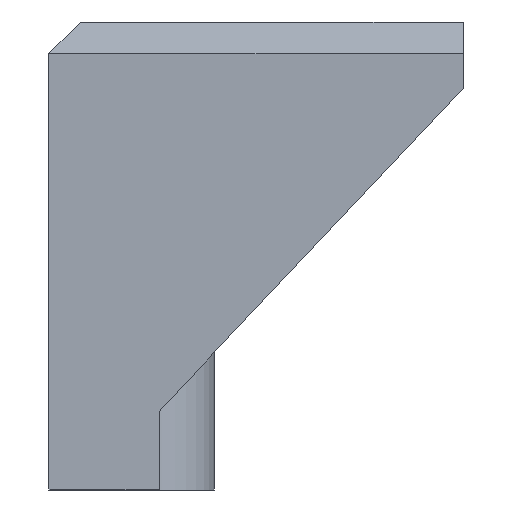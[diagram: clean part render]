
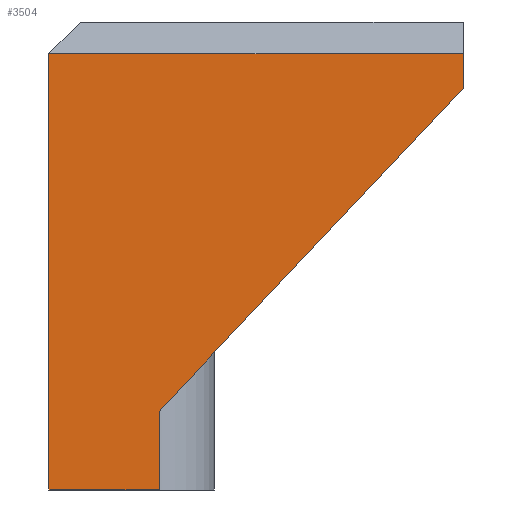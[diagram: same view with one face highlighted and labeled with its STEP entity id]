
A CAD part, front view. The second image highlights one B-rep face of the part: STEP entity #3504.
In plain terms, the highlighted planar face has unit normal (0, -1, 0).
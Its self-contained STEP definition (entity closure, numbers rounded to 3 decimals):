
#427=FACE_OUTER_BOUND('',#628,.T.);
#628=EDGE_LOOP('',(#2997,#2998,#2999,#3000,#3001,#3002));
#693=LINE('',#4407,#1032);
#702=LINE('',#4428,#1041);
#707=LINE('',#4437,#1046);
#738=LINE('',#4510,#1077);
#944=LINE('',#6429,#1283);
#945=LINE('',#6430,#1284);
#1032=VECTOR('',#3747,10.);
#1041=VECTOR('',#3762,10.);
#1046=VECTOR('',#3769,10.);
#1077=VECTOR('',#3826,10.);
#1283=VECTOR('',#4150,10.);
#1284=VECTOR('',#4151,10.);
#1373=VERTEX_POINT('',#4405);
#1374=VERTEX_POINT('',#4406);
#1383=VERTEX_POINT('',#4427);
#1386=VERTEX_POINT('',#4435);
#1415=VERTEX_POINT('',#4509);
#1649=VERTEX_POINT('',#6428);
#1715=EDGE_CURVE('',#1373,#1374,#693,.T.);
#1726=EDGE_CURVE('',#1383,#1373,#702,.T.);
#1731=EDGE_CURVE('',#1383,#1386,#707,.T.);
#1767=EDGE_CURVE('',#1415,#1374,#738,.T.);
#2120=EDGE_CURVE('',#1649,#1386,#944,.T.);
#2121=EDGE_CURVE('',#1415,#1649,#945,.T.);
#2997=ORIENTED_EDGE('',*,*,#1715,.F.);
#2998=ORIENTED_EDGE('',*,*,#1726,.F.);
#2999=ORIENTED_EDGE('',*,*,#1731,.T.);
#3000=ORIENTED_EDGE('',*,*,#2120,.F.);
#3001=ORIENTED_EDGE('',*,*,#2121,.F.);
#3002=ORIENTED_EDGE('',*,*,#1767,.T.);
#3324=PLANE('',#3650);
#3504=ADVANCED_FACE('',(#427),#3324,.F.);
#3650=AXIS2_PLACEMENT_3D('',#6427,#4148,#4149);
#3747=DIRECTION('',(-1.,0.,0.));
#3762=DIRECTION('',(0.,0.,-1.));
#3769=DIRECTION('',(0.686,0.,0.728));
#3826=DIRECTION('',(0.,0.,-1.));
#4148=DIRECTION('center_axis',(0.,1.,0.));
#4149=DIRECTION('ref_axis',(-1.,0.,0.));
#4150=DIRECTION('',(0.,0.,-1.));
#4151=DIRECTION('',(1.,0.,0.));
#4405=CARTESIAN_POINT('',(7.,2.2,-46.));
#4406=CARTESIAN_POINT('',(0.,2.2,-46.));
#4407=CARTESIAN_POINT('',(7.,2.2,-46.));
#4427=CARTESIAN_POINT('',(7.,2.2,-40.994));
#4428=CARTESIAN_POINT('',(7.,2.2,-40.994));
#4435=CARTESIAN_POINT('',(26.3,2.2,-20.512));
#4437=CARTESIAN_POINT('',(2.,2.2,-46.3));
#4509=CARTESIAN_POINT('',(0.,2.2,-18.3));
#4510=CARTESIAN_POINT('',(0.,2.2,-43.5));
#6427=CARTESIAN_POINT('Origin',(117.7,2.2,-23.));
#6428=CARTESIAN_POINT('',(26.3,2.2,-18.3));
#6429=CARTESIAN_POINT('',(26.3,2.2,0.));
#6430=CARTESIAN_POINT('',(59.85,2.2,-18.3));
